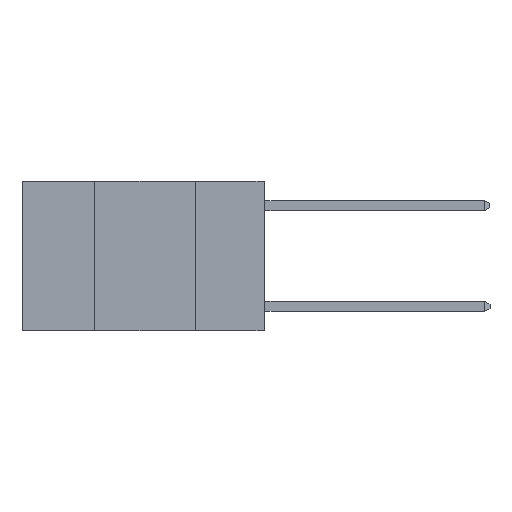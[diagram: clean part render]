
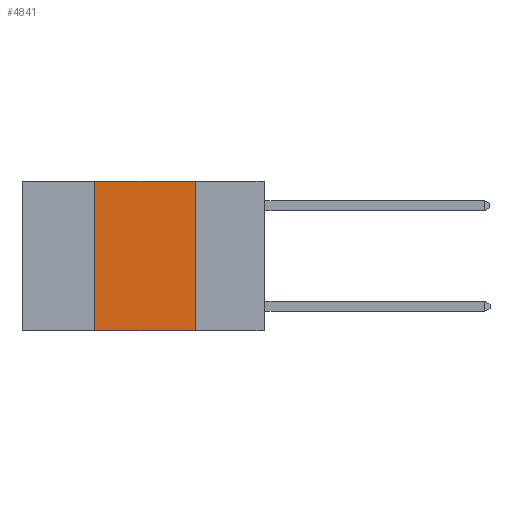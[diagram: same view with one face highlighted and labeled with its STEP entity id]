
A CAD part, left-side view. The second image highlights one B-rep face of the part: STEP entity #4841.
In plain terms, the highlighted planar face has unit normal (-1, 0, 0).
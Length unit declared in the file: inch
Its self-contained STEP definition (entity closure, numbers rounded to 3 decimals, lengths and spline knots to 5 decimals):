
#157 = AXIS2_PLACEMENT_3D ( 'NONE', #2187, #899, #5608 ) ;
#283 = CARTESIAN_POINT ( 'NONE',  ( 0., 0.17, 0. ) ) ;
#284 = ORIENTED_EDGE ( 'NONE', *, *, #7018, .F. ) ;
#558 = CARTESIAN_POINT ( 'NONE',  ( 0., 0.6, 0. ) ) ;
#865 = EDGE_LOOP ( 'NONE', ( #284, #8682, #7329, #5830 ) ) ;
#894 = DIRECTION ( 'NONE',  ( 0., 0., 1. ) ) ;
#899 = DIRECTION ( 'NONE',  ( 1., 0., 0. ) ) ;
#912 = CARTESIAN_POINT ( 'NONE',  ( 0., 0.6, -0.37 ) ) ;
#1269 = CARTESIAN_POINT ( 'NONE',  ( 0., 0.17, 0. ) ) ;
#1325 = LINE ( 'NONE', #1269, #8553 ) ;
#1604 = VERTEX_POINT ( 'NONE', #7564 ) ;
#1829 = CARTESIAN_POINT ( 'NONE',  ( 0., 0.42, 0. ) ) ;
#2187 = CARTESIAN_POINT ( 'NONE',  ( 0., 0.6, 0. ) ) ;
#2438 = VECTOR ( 'NONE', #894, 39.37008 ) ;
#3195 = LINE ( 'NONE', #558, #6653 ) ;
#3398 = LINE ( 'NONE', #912, #6202 ) ;
#4841 = ADVANCED_FACE ( 'NONE', ( #8272 ), #7692, .F. ) ;
#4923 = CARTESIAN_POINT ( 'NONE',  ( 0., 0.42, 0. ) ) ;
#5016 = VERTEX_POINT ( 'NONE', #6574 ) ;
#5543 = VERTEX_POINT ( 'NONE', #1829 ) ;
#5608 = DIRECTION ( 'NONE',  ( 0., 0., -1. ) ) ;
#5830 = ORIENTED_EDGE ( 'NONE', *, *, #8579, .T. ) ;
#6014 = DIRECTION ( 'NONE',  ( 0., 0., -1. ) ) ;
#6202 = VECTOR ( 'NONE', #6334, 39.37008 ) ;
#6334 = DIRECTION ( 'NONE',  ( 0., -1., 0. ) ) ;
#6574 = CARTESIAN_POINT ( 'NONE',  ( 0., 0.17, -0.37 ) ) ;
#6653 = VECTOR ( 'NONE', #8676, 39.37008 ) ;
#7018 = EDGE_CURVE ( 'NONE', #8612, #5016, #1325, .T. ) ;
#7099 = EDGE_CURVE ( 'NONE', #1604, #5543, #8139, .T. ) ;
#7329 = ORIENTED_EDGE ( 'NONE', *, *, #7099, .F. ) ;
#7403 = EDGE_CURVE ( 'NONE', #5543, #8612, #3195, .T. ) ;
#7564 = CARTESIAN_POINT ( 'NONE',  ( 0., 0.42, -0.37 ) ) ;
#7692 = PLANE ( 'NONE',  #157 ) ;
#8139 = LINE ( 'NONE', #4923, #2438 ) ;
#8272 = FACE_OUTER_BOUND ( 'NONE', #865, .T. ) ;
#8553 = VECTOR ( 'NONE', #6014, 39.37008 ) ;
#8579 = EDGE_CURVE ( 'NONE', #1604, #5016, #3398, .T. ) ;
#8612 = VERTEX_POINT ( 'NONE', #283 ) ;
#8676 = DIRECTION ( 'NONE',  ( 0., -1., 0. ) ) ;
#8682 = ORIENTED_EDGE ( 'NONE', *, *, #7403, .F. ) ;
